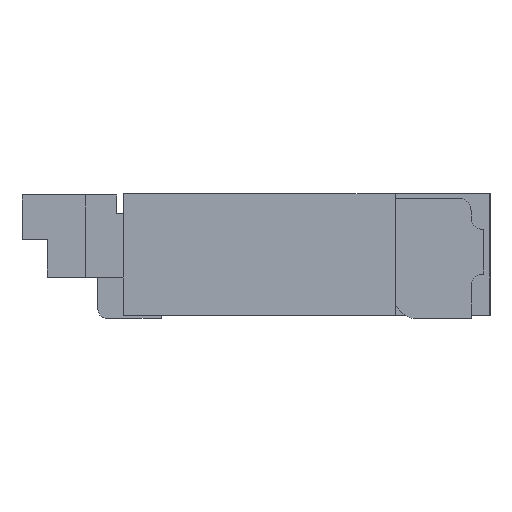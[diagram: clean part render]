
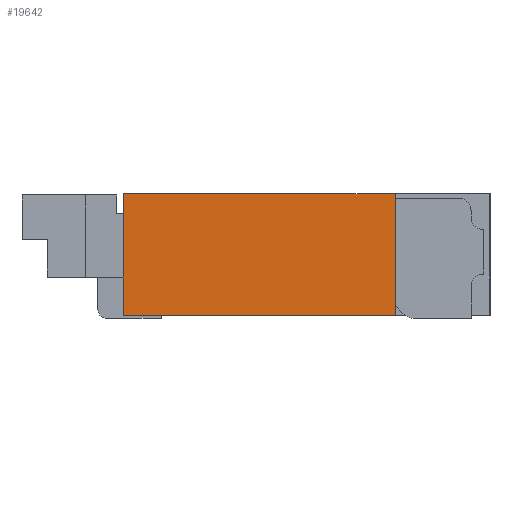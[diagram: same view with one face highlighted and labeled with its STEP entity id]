
A CAD part, left-side view. The second image highlights one B-rep face of the part: STEP entity #19642.
In plain terms, the highlighted planar face has unit normal (-1, 0, 0).
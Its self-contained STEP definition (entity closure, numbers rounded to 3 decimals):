
#2277=ORIENTED_EDGE('',*,*,#7506,.F.);
#2278=ORIENTED_EDGE('',*,*,#7488,.T.);
#2279=ORIENTED_EDGE('',*,*,#7518,.T.);
#2280=ORIENTED_EDGE('',*,*,#7549,.T.);
#7488=EDGE_CURVE('',#10102,#10101,#12345,.T.);
#7506=EDGE_CURVE('',#10102,#10114,#12363,.T.);
#7518=EDGE_CURVE('',#10101,#10123,#12375,.T.);
#7549=EDGE_CURVE('',#10123,#10114,#12406,.T.);
#10101=VERTEX_POINT('',#29025);
#10102=VERTEX_POINT('',#29027);
#10114=VERTEX_POINT('',#29058);
#10123=VERTEX_POINT('',#29081);
#12345=LINE('',#29026,#15234);
#12363=LINE('',#29057,#15252);
#12375=LINE('',#29082,#15264);
#12406=LINE('',#29136,#15295);
#15234=VECTOR('',#23390,1000.);
#15252=VECTOR('',#23410,1000.);
#15264=VECTOR('',#23428,1000.);
#15295=VECTOR('',#23469,1000.);
#16964=EDGE_LOOP('',(#2277,#2278,#2279,#2280));
#17873=FACE_BOUND('',#16964,.T.);
#18782=PLANE('',#20762);
#19642=ADVANCED_FACE('',(#17873),#18782,.T.);
#20762=AXIS2_PLACEMENT_3D('',#29460,#23652,#23653);
#23390=DIRECTION('',(0.,1.,0.));
#23410=DIRECTION('',(0.,0.,-1.));
#23428=DIRECTION('',(0.,0.,-1.));
#23469=DIRECTION('',(0.,-1.,0.));
#23652=DIRECTION('',(-1.,0.,0.));
#23653=DIRECTION('',(0.,0.,1.));
#29025=CARTESIAN_POINT('',(-10.,1.45,0.48));
#29026=CARTESIAN_POINT('',(-10.,-1.45,0.48));
#29027=CARTESIAN_POINT('',(-10.,-0.7,0.48));
#29057=CARTESIAN_POINT('',(-10.,-0.7,0.));
#29058=CARTESIAN_POINT('',(-10.,-0.7,-0.48));
#29081=CARTESIAN_POINT('',(-10.,1.45,-0.48));
#29082=CARTESIAN_POINT('',(-10.,1.45,0.48));
#29136=CARTESIAN_POINT('',(-10.,1.45,-0.48));
#29460=CARTESIAN_POINT('',(-10.,0.,0.));
